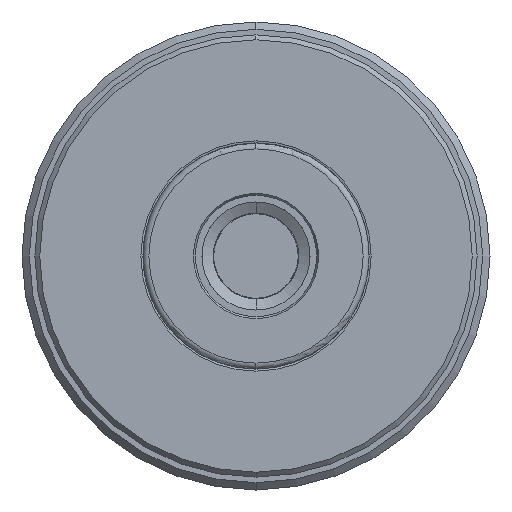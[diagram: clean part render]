
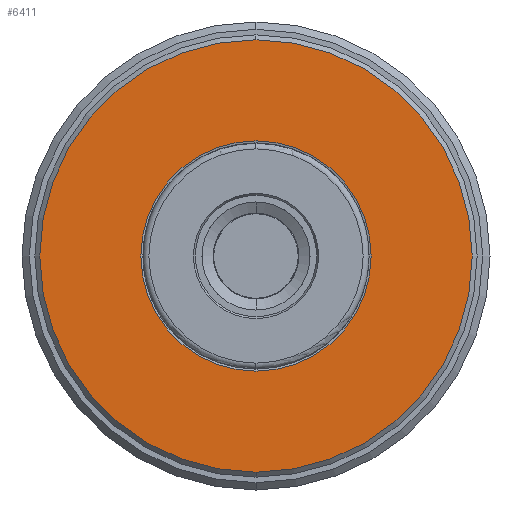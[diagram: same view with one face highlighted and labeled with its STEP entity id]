
A CAD part, left-side view. The second image highlights one B-rep face of the part: STEP entity #6411.
In plain terms, the highlighted planar face has unit normal (-1, 0, 0).
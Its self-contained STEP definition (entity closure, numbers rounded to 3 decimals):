
#628 = CARTESIAN_POINT ( 'NONE',  ( 50., 23.432, 0. ) ) ;
#629 = PLANE ( 'NONE',  #7343 ) ;
#631 = DIRECTION ( 'NONE',  ( 1., 0., 0. ) ) ;
#632 = DIRECTION ( 'NONE',  ( 0., 0., -1. ) ) ;
#686 = CIRCLE ( 'NONE', #3210, 44. ) ;
#694 = CIRCLE ( 'NONE', #7081, 23.432 ) ;
#743 = CIRCLE ( 'NONE', #7109, 44. ) ;
#750 = CIRCLE ( 'NONE', #7113, 23.432 ) ;
#1205 = FACE_BOUND ( 'NONE', #1671, .T. ) ;
#1214 = FACE_OUTER_BOUND ( 'NONE', #1673, .T. ) ;
#1671 = EDGE_LOOP ( 'NONE', ( #2600, #2602 ) ) ;
#1673 = EDGE_LOOP ( 'NONE', ( #2604, #2606 ) ) ;
#2600 = ORIENTED_EDGE ( 'NONE', *, *, #3041, .F. ) ;
#2602 = ORIENTED_EDGE ( 'NONE', *, *, #2988, .F. ) ;
#2604 = ORIENTED_EDGE ( 'NONE', *, *, #3037, .T. ) ;
#2606 = ORIENTED_EDGE ( 'NONE', *, *, #2982, .T. ) ;
#2982 = EDGE_CURVE ( 'NONE', #3950, #3915, #686, .T. ) ;
#2988 = EDGE_CURVE ( 'NONE', #3867, #3865, #694, .T. ) ;
#3037 = EDGE_CURVE ( 'NONE', #3915, #3950, #743, .T. ) ;
#3041 = EDGE_CURVE ( 'NONE', #3865, #3867, #750, .T. ) ;
#3210 = AXIS2_PLACEMENT_3D ( 'NONE', #5285, #5288, #5289 ) ;
#3865 = VERTEX_POINT ( 'NONE', #5786 ) ;
#3867 = VERTEX_POINT ( 'NONE', #5787 ) ;
#3915 = VERTEX_POINT ( 'NONE', #5812 ) ;
#3950 = VERTEX_POINT ( 'NONE', #5815 ) ;
#5285 = CARTESIAN_POINT ( 'NONE',  ( 50., 0., 0. ) ) ;
#5288 = DIRECTION ( 'NONE',  ( -1., 0., 0. ) ) ;
#5289 = DIRECTION ( 'NONE',  ( 0., 0., 1. ) ) ;
#5306 = CARTESIAN_POINT ( 'NONE',  ( 50., 0., 0. ) ) ;
#5307 = DIRECTION ( 'NONE',  ( -1., 0., 0. ) ) ;
#5308 = DIRECTION ( 'NONE',  ( 0., 0., 1. ) ) ;
#5652 = CARTESIAN_POINT ( 'NONE',  ( 50., 0., 0. ) ) ;
#5659 = DIRECTION ( 'NONE',  ( -1., 0., 0. ) ) ;
#5660 = DIRECTION ( 'NONE',  ( 0., 0., 1. ) ) ;
#5664 = CARTESIAN_POINT ( 'NONE',  ( 50., 0., 0. ) ) ;
#5671 = DIRECTION ( 'NONE',  ( -1., 0., 0. ) ) ;
#5672 = DIRECTION ( 'NONE',  ( 0., 0., 1. ) ) ;
#5786 = CARTESIAN_POINT ( 'NONE',  ( 50., 0., 23.432 ) ) ;
#5787 = CARTESIAN_POINT ( 'NONE',  ( 50., 0., -23.432 ) ) ;
#5812 = CARTESIAN_POINT ( 'NONE',  ( 50., 0., -44. ) ) ;
#5815 = CARTESIAN_POINT ( 'NONE',  ( 50., 0., 44. ) ) ;
#6411 = ADVANCED_FACE ( 'NONE', ( #1205, #1214 ), #629, .F. ) ;
#7081 = AXIS2_PLACEMENT_3D ( 'NONE', #5306, #5307, #5308 ) ;
#7109 = AXIS2_PLACEMENT_3D ( 'NONE', #5652, #5659, #5660 ) ;
#7113 = AXIS2_PLACEMENT_3D ( 'NONE', #5664, #5671, #5672 ) ;
#7343 = AXIS2_PLACEMENT_3D ( 'NONE', #628, #631, #632 ) ;
